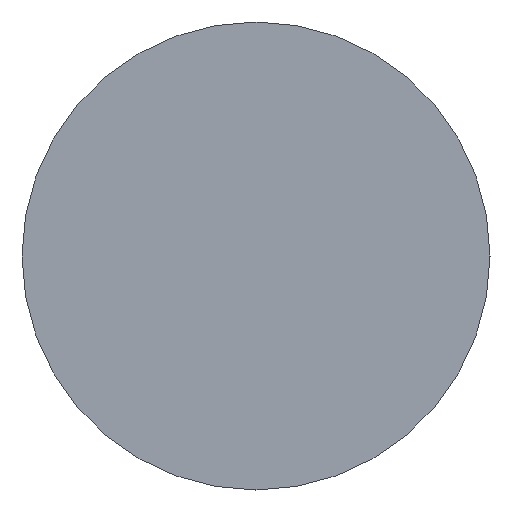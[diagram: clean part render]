
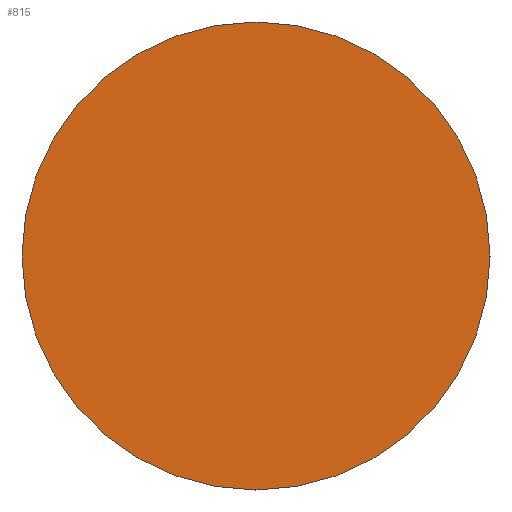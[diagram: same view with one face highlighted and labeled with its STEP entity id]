
A CAD part, left-side view. The second image highlights one B-rep face of the part: STEP entity #815.
In plain terms, the highlighted planar face has unit normal (-1, 0, 0).
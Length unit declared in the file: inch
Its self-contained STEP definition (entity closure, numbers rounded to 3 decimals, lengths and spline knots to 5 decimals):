
#239 = DIRECTION ( 'NONE',  ( 1., 0., 0. ) ) ;
#500 = CIRCLE ( 'NONE', #2389, 1.5 ) ;
#609 = EDGE_CURVE ( 'NONE', #2584, #825, #1681, .T. ) ;
#729 = CARTESIAN_POINT ( 'NONE',  ( 0., 0., 0. ) ) ;
#756 = EDGE_CURVE ( 'NONE', #825, #2584, #500, .T. ) ;
#812 = DIRECTION ( 'NONE',  ( 0., 0., -1. ) ) ;
#815 = ADVANCED_FACE ( 'NONE', ( #1319 ), #1595, .F. ) ;
#825 = VERTEX_POINT ( 'NONE', #1546 ) ;
#1254 = DIRECTION ( 'NONE',  ( -1., 0., 0. ) ) ;
#1319 = FACE_OUTER_BOUND ( 'NONE', #2634, .T. ) ;
#1359 = AXIS2_PLACEMENT_3D ( 'NONE', #1829, #239, #812 ) ;
#1505 = DIRECTION ( 'NONE',  ( -1., 0., 0. ) ) ;
#1546 = CARTESIAN_POINT ( 'NONE',  ( 0., 0., -1.5 ) ) ;
#1595 = PLANE ( 'NONE',  #1359 ) ;
#1681 = CIRCLE ( 'NONE', #1949, 1.5 ) ;
#1829 = CARTESIAN_POINT ( 'NONE',  ( 0., 1.5, 0. ) ) ;
#1949 = AXIS2_PLACEMENT_3D ( 'NONE', #2089, #1254, #2035 ) ;
#2035 = DIRECTION ( 'NONE',  ( 0., 0., 1. ) ) ;
#2089 = CARTESIAN_POINT ( 'NONE',  ( 0., 0., 0. ) ) ;
#2389 = AXIS2_PLACEMENT_3D ( 'NONE', #729, #1505, #2538 ) ;
#2404 = CARTESIAN_POINT ( 'NONE',  ( 0., 0., 1.5 ) ) ;
#2527 = ORIENTED_EDGE ( 'NONE', *, *, #756, .T. ) ;
#2538 = DIRECTION ( 'NONE',  ( 0., 0., 1. ) ) ;
#2584 = VERTEX_POINT ( 'NONE', #2404 ) ;
#2634 = EDGE_LOOP ( 'NONE', ( #3261, #2527 ) ) ;
#3261 = ORIENTED_EDGE ( 'NONE', *, *, #609, .T. ) ;
